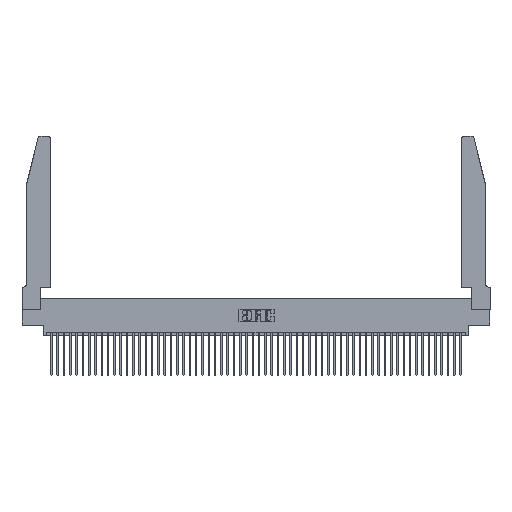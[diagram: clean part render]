
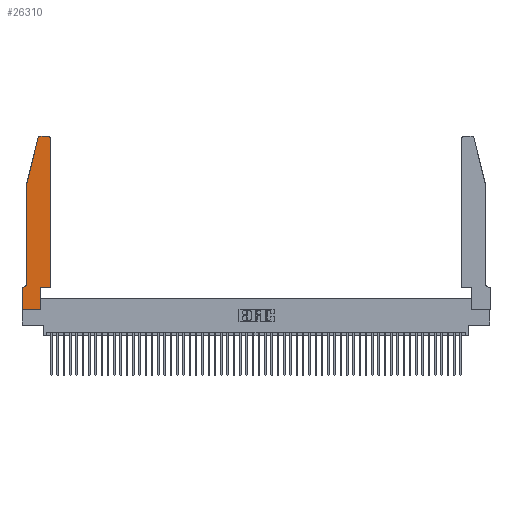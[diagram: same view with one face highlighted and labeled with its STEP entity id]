
A CAD part, top view. The second image highlights one B-rep face of the part: STEP entity #26310.
In plain terms, the highlighted planar face has unit normal (0, 0, 1).
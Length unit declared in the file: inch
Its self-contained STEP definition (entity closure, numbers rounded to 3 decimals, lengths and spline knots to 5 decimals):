
#141 = CARTESIAN_POINT ( 'NONE',  ( 0., 0., 0.37 ) ) ;
#933 = VERTEX_POINT ( 'NONE', #16875 ) ;
#1101 = ORIENTED_EDGE ( 'NONE', *, *, #18991, .T. ) ;
#1633 = EDGE_CURVE ( 'NONE', #7007, #25032, #49109, .T. ) ;
#1655 = EDGE_CURVE ( 'NONE', #28782, #8982, #50407, .T. ) ;
#1737 = CARTESIAN_POINT ( 'NONE',  ( 0.0055, 0.42, 0.37 ) ) ;
#4376 = DIRECTION ( 'NONE',  ( -1., 0., 0. ) ) ;
#4441 = VERTEX_POINT ( 'NONE', #11663 ) ;
#4672 = ORIENTED_EDGE ( 'NONE', *, *, #47835, .T. ) ;
#4743 = VECTOR ( 'NONE', #31567, 39.37008 ) ;
#5245 = ORIENTED_EDGE ( 'NONE', *, *, #22895, .T. ) ;
#5270 = CARTESIAN_POINT ( 'NONE',  ( 0.2605, 2.75, 0.37 ) ) ;
#7007 = VERTEX_POINT ( 'NONE', #39816 ) ;
#7092 = VERTEX_POINT ( 'NONE', #44259 ) ;
#7114 = VERTEX_POINT ( 'NONE', #29855 ) ;
#7154 = ORIENTED_EDGE ( 'NONE', *, *, #25715, .T. ) ;
#7449 = EDGE_CURVE ( 'NONE', #36566, #933, #52303, .T. ) ;
#8982 = VERTEX_POINT ( 'NONE', #36784 ) ;
#9453 = ORIENTED_EDGE ( 'NONE', *, *, #7449, .T. ) ;
#9542 = AXIS2_PLACEMENT_3D ( 'NONE', #52514, #28022, #31593 ) ;
#9639 = LINE ( 'NONE', #5270, #21980 ) ;
#9815 = AXIS2_PLACEMENT_3D ( 'NONE', #18395, #10425, #27220 ) ;
#10425 = DIRECTION ( 'NONE',  ( 0., 0., 1. ) ) ;
#11575 = VECTOR ( 'NONE', #12475, 39.37008 ) ;
#11663 = CARTESIAN_POINT ( 'NONE',  ( 0., 0., 0.37 ) ) ;
#11738 = AXIS2_PLACEMENT_3D ( 'NONE', #1737, #30631, #43239 ) ;
#12475 = DIRECTION ( 'NONE',  ( 1., 0., 0. ) ) ;
#13550 = CARTESIAN_POINT ( 'NONE',  ( 0.0755, 2., 0.37 ) ) ;
#14842 = ORIENTED_EDGE ( 'NONE', *, *, #16646, .T. ) ;
#15330 = CARTESIAN_POINT ( 'NONE',  ( 0.4505, 0.35, 0.37 ) ) ;
#15711 = DIRECTION ( 'NONE',  ( 0., 0., 1. ) ) ;
#16545 = CARTESIAN_POINT ( 'NONE',  ( 0.0755, 2., 0.37 ) ) ;
#16646 = EDGE_CURVE ( 'NONE', #35455, #44069, #42295, .T. ) ;
#16875 = CARTESIAN_POINT ( 'NONE',  ( 0.0055, 0.35, 0.37 ) ) ;
#17305 = FACE_OUTER_BOUND ( 'NONE', #43632, .T. ) ;
#18395 = CARTESIAN_POINT ( 'NONE',  ( 0.4205, 2.72, 0.37 ) ) ;
#18991 = EDGE_CURVE ( 'NONE', #52829, #7007, #25280, .T. ) ;
#20111 = VECTOR ( 'NONE', #39096, 39.37008 ) ;
#20668 = CARTESIAN_POINT ( 'NONE',  ( 0.0755, 0.35, 0.37 ) ) ;
#21824 = DIRECTION ( 'NONE',  ( 1., 0., 0. ) ) ;
#21980 = VECTOR ( 'NONE', #46755, 39.37008 ) ;
#22895 = EDGE_CURVE ( 'NONE', #7114, #35455, #33756, .T. ) ;
#22996 = AXIS2_PLACEMENT_3D ( 'NONE', #40753, #15711, #52686 ) ;
#23239 = LINE ( 'NONE', #141, #11575 ) ;
#23329 = CARTESIAN_POINT ( 'NONE',  ( 0.2865, 0.35, 0.37 ) ) ;
#23552 = VECTOR ( 'NONE', #28632, 39.37008 ) ;
#24031 = ORIENTED_EDGE ( 'NONE', *, *, #34043, .T. ) ;
#25032 = VERTEX_POINT ( 'NONE', #16545 ) ;
#25280 = CIRCLE ( 'NONE', #9542, 0.03 ) ;
#25715 = EDGE_CURVE ( 'NONE', #933, #7092, #32786, .T. ) ;
#26310 = ADVANCED_FACE ( 'NONE', ( #17305 ), #40922, .T. ) ;
#27154 = ORIENTED_EDGE ( 'NONE', *, *, #37309, .T. ) ;
#27220 = DIRECTION ( 'NONE',  ( 1., 0., 0. ) ) ;
#27478 = VECTOR ( 'NONE', #21824, 39.37008 ) ;
#27513 = VECTOR ( 'NONE', #48359, 39.37008 ) ;
#28022 = DIRECTION ( 'NONE',  ( 0., 0., 1. ) ) ;
#28632 = DIRECTION ( 'NONE',  ( 0., -1., 0. ) ) ;
#28782 = VERTEX_POINT ( 'NONE', #33222 ) ;
#29855 = CARTESIAN_POINT ( 'NONE',  ( 0.2865, 0., 0.37 ) ) ;
#30631 = DIRECTION ( 'NONE',  ( 0., 0., -1. ) ) ;
#31567 = DIRECTION ( 'NONE',  ( 0., 1., 0. ) ) ;
#31593 = DIRECTION ( 'NONE',  ( 1., 0., 0. ) ) ;
#31844 = EDGE_CURVE ( 'NONE', #7092, #4441, #38929, .T. ) ;
#32105 = ORIENTED_EDGE ( 'NONE', *, *, #31844, .T. ) ;
#32786 = LINE ( 'NONE', #20668, #39202 ) ;
#33163 = ORIENTED_EDGE ( 'NONE', *, *, #1633, .T. ) ;
#33222 = CARTESIAN_POINT ( 'NONE',  ( 0.4505, 2.72, 0.37 ) ) ;
#33756 = LINE ( 'NONE', #23329, #4743 ) ;
#34043 = EDGE_CURVE ( 'NONE', #8982, #52829, #9639, .T. ) ;
#35077 = ORIENTED_EDGE ( 'NONE', *, *, #48130, .T. ) ;
#35455 = VERTEX_POINT ( 'NONE', #52028 ) ;
#35851 = CARTESIAN_POINT ( 'NONE',  ( 0.4505, 0.35, 0.37 ) ) ;
#36566 = VERTEX_POINT ( 'NONE', #49859 ) ;
#36784 = CARTESIAN_POINT ( 'NONE',  ( 0.4205, 2.75, 0.37 ) ) ;
#37309 = EDGE_CURVE ( 'NONE', #25032, #36566, #44802, .T. ) ;
#38437 = LINE ( 'NONE', #35851, #27513 ) ;
#38929 = LINE ( 'NONE', #49179, #23552 ) ;
#39096 = DIRECTION ( 'NONE',  ( -0.239, -0.971, 0. ) ) ;
#39202 = VECTOR ( 'NONE', #4376, 39.37008 ) ;
#39618 = VECTOR ( 'NONE', #42392, 39.37008 ) ;
#39816 = CARTESIAN_POINT ( 'NONE',  ( 0.25487, 2.72718, 0.37 ) ) ;
#39820 = CARTESIAN_POINT ( 'NONE',  ( 0.284, 2.75, 0.37 ) ) ;
#40753 = CARTESIAN_POINT ( 'NONE',  ( 0., 0.35, 0.37 ) ) ;
#40922 = PLANE ( 'NONE',  #22996 ) ;
#42295 = LINE ( 'NONE', #46465, #27478 ) ;
#42392 = DIRECTION ( 'NONE',  ( 0., -1., 0. ) ) ;
#43239 = DIRECTION ( 'NONE',  ( -1., 0., 0. ) ) ;
#43632 = EDGE_LOOP ( 'NONE', ( #24031, #1101, #33163, #27154, #9453, #7154, #32105, #4672, #5245, #14842, #35077, #45114 ) ) ;
#44069 = VERTEX_POINT ( 'NONE', #15330 ) ;
#44259 = CARTESIAN_POINT ( 'NONE',  ( 0., 0.35, 0.37 ) ) ;
#44802 = LINE ( 'NONE', #13550, #39618 ) ;
#45114 = ORIENTED_EDGE ( 'NONE', *, *, #1655, .T. ) ;
#46465 = CARTESIAN_POINT ( 'NONE',  ( 0.4505, 0.35, 0.37 ) ) ;
#46755 = DIRECTION ( 'NONE',  ( -1., 0., 0. ) ) ;
#47426 = CARTESIAN_POINT ( 'NONE',  ( 0.0755, 2., 0.37 ) ) ;
#47835 = EDGE_CURVE ( 'NONE', #4441, #7114, #23239, .T. ) ;
#48130 = EDGE_CURVE ( 'NONE', #44069, #28782, #38437, .T. ) ;
#48359 = DIRECTION ( 'NONE',  ( 0., 1., 0. ) ) ;
#49109 = LINE ( 'NONE', #47426, #20111 ) ;
#49179 = CARTESIAN_POINT ( 'NONE',  ( 0., 0., 0.37 ) ) ;
#49859 = CARTESIAN_POINT ( 'NONE',  ( 0.0755, 0.42, 0.37 ) ) ;
#50407 = CIRCLE ( 'NONE', #9815, 0.03 ) ;
#52028 = CARTESIAN_POINT ( 'NONE',  ( 0.2865, 0.35, 0.37 ) ) ;
#52303 = CIRCLE ( 'NONE', #11738, 0.07 ) ;
#52514 = CARTESIAN_POINT ( 'NONE',  ( 0.284, 2.72, 0.37 ) ) ;
#52686 = DIRECTION ( 'NONE',  ( 1., 0., 0. ) ) ;
#52829 = VERTEX_POINT ( 'NONE', #39820 ) ;
